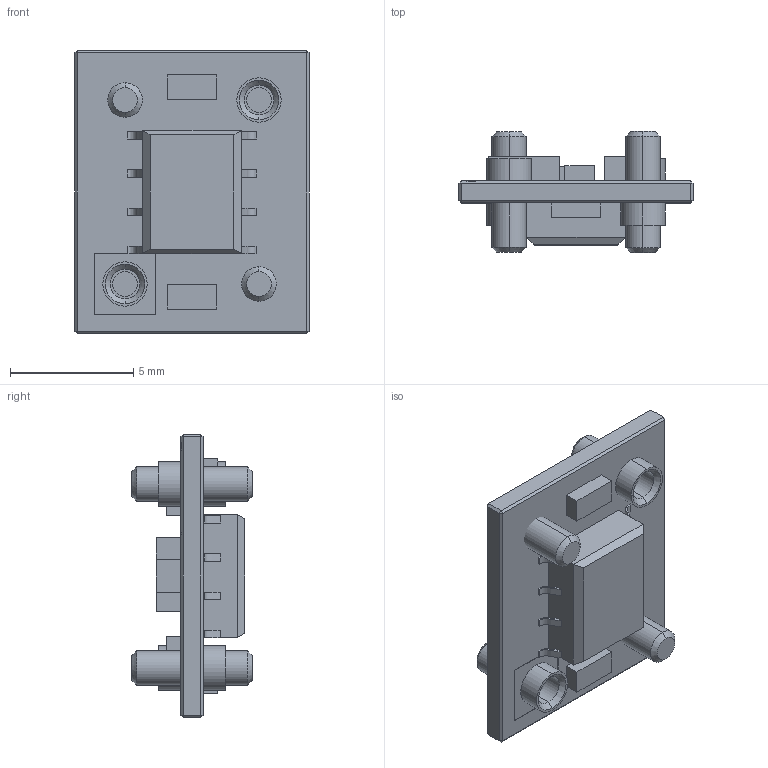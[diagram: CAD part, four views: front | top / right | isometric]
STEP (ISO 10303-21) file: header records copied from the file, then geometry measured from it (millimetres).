
FILE_DESCRIPTION (( 'STEP AP214' ), '1' );
FILE_NAME ('INGUN_26486.STEP', '2024-11-18T12:03:00', ( '' ), ( '' ), 'SwSTEP 2.0', 'SolidWorks 2023', '' );
FILE_SCHEMA (( 'AUTOMOTIVE_DESIGN' ));
Length unit declared in the file: millimetre
Products named in the file (3): TestJet_Electronic_Plate~1; INGUN_26486; Führungsbuchse_TestJet~0
Assembly tree (5 placements, depth 2):
  INGUN_26486
    TestJet_Electronic_Plate~1
    Führungsbuchse_TestJet~0  x4
Bounding box: 9.5 x 4.9 x 11.5 mm (x, y, z)
Volume: 152.5 mm3; surface area: 462.1 mm2
Topology: 5 solids, 5 shells, 341 faces, 861 edges, 558 vertices
Faces by surface type: plane 185, bspline 106, cylinder 34, cone 16
Entity records: 14008 total; most frequent: CARTESIAN_POINT 7213, ORIENTED_EDGE 1566, DIRECTION 1005, EDGE_CURVE 783, LINE 531, VECTOR 531, VERTEX_POINT 510, EDGE_LOOP 345
